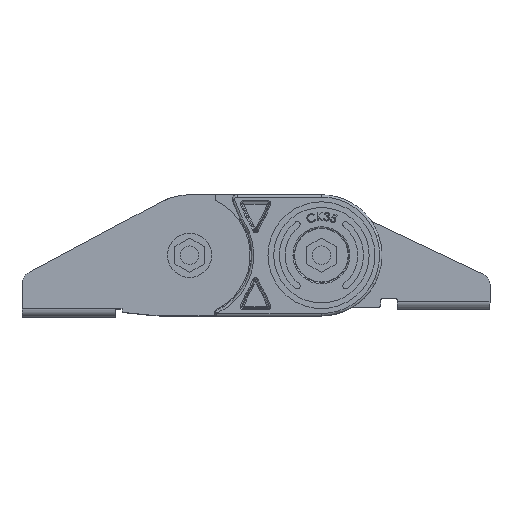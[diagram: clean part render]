
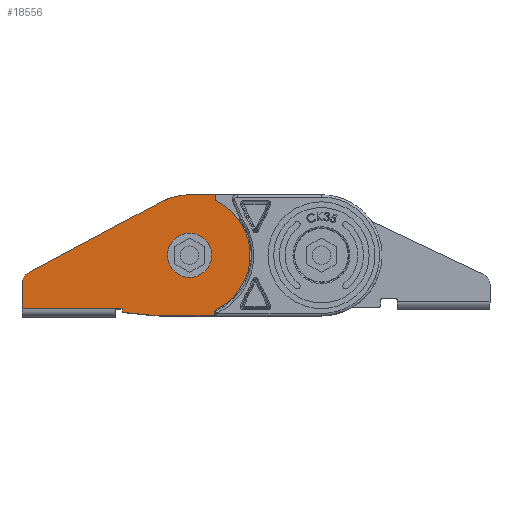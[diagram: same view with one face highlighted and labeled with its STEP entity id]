
A CAD part, top view. The second image highlights one B-rep face of the part: STEP entity #18556.
In plain terms, the highlighted planar face has unit normal (0, 0, 1).
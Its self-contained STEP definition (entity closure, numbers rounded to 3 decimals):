
#201 = FACE_OUTER_BOUND ( 'NONE', #46573, .T. ) ;
#278 = ORIENTED_EDGE ( 'NONE', *, *, #32224, .F. ) ;
#310 = LINE ( 'NONE', #18653, #33975 ) ;
#1427 = VECTOR ( 'NONE', #46071, 1000. ) ;
#1534 = VERTEX_POINT ( 'NONE', #27603 ) ;
#2401 = VECTOR ( 'NONE', #47644, 1000. ) ;
#3546 = ORIENTED_EDGE ( 'NONE', *, *, #23110, .T. ) ;
#3837 = VERTEX_POINT ( 'NONE', #51873 ) ;
#4273 = ORIENTED_EDGE ( 'NONE', *, *, #42577, .T. ) ;
#5324 = VECTOR ( 'NONE', #42281, 1000. ) ;
#5390 = AXIS2_PLACEMENT_3D ( 'NONE', #27072, #23533, #11256 ) ;
#5811 = CARTESIAN_POINT ( 'NONE',  ( -51.258, 121.899, -24.066 ) ) ;
#6175 = VERTEX_POINT ( 'NONE', #29416 ) ;
#6406 = EDGE_CURVE ( 'NONE', #37227, #31981, #13381, .T. ) ;
#6413 = ORIENTED_EDGE ( 'NONE', *, *, #17102, .T. ) ;
#6427 = DIRECTION ( 'NONE',  ( 0., 1., 0. ) ) ;
#7099 = VECTOR ( 'NONE', #19098, 1000. ) ;
#7216 = DIRECTION ( 'NONE',  ( 0., 0., 1. ) ) ;
#7959 = VECTOR ( 'NONE', #26866, 1000. ) ;
#8027 = AXIS2_PLACEMENT_3D ( 'NONE', #43166, #15070, #6427 ) ;
#8355 = VECTOR ( 'NONE', #22052, 1000. ) ;
#8411 = CARTESIAN_POINT ( 'NONE',  ( -128.258, 83.36, -24.066 ) ) ;
#8915 = AXIS2_PLACEMENT_3D ( 'NONE', #43769, #7216, #39697 ) ;
#9062 = VECTOR ( 'NONE', #29373, 1000. ) ;
#9395 = AXIS2_PLACEMENT_3D ( 'NONE', #50134, #25860, #29914 ) ;
#9872 = VERTEX_POINT ( 'NONE', #16540 ) ;
#10406 = CARTESIAN_POINT ( 'NONE',  ( -51.258, 119.458, -24.066 ) ) ;
#10581 = CIRCLE ( 'NONE', #5390, 30. ) ;
#11054 = ORIENTED_EDGE ( 'NONE', *, *, #43773, .F. ) ;
#11130 = DIRECTION ( 'NONE',  ( -1., 0., 0. ) ) ;
#11256 = DIRECTION ( 'NONE',  ( 0., 1., 0. ) ) ;
#11325 = VERTEX_POINT ( 'NONE', #41941 ) ;
#11609 = FACE_BOUND ( 'NONE', #43155, .T. ) ;
#13381 = CIRCLE ( 'NONE', #8915, 26. ) ;
#14016 = ORIENTED_EDGE ( 'NONE', *, *, #20935, .T. ) ;
#14177 = CARTESIAN_POINT ( 'NONE',  ( -94.258, 72.899, -24.066 ) ) ;
#14855 = CIRCLE ( 'NONE', #25799, 6. ) ;
#15070 = DIRECTION ( 'NONE',  ( 0., 0., 1. ) ) ;
#15684 = CARTESIAN_POINT ( 'NONE',  ( -94.258, 72.899, -24.066 ) ) ;
#15914 = ORIENTED_EDGE ( 'NONE', *, *, #43164, .F. ) ;
#16282 = VECTOR ( 'NONE', #35158, 1000. ) ;
#16540 = CARTESIAN_POINT ( 'NONE',  ( -78.297, 70.059, -24.066 ) ) ;
#16795 = LINE ( 'NONE', #51003, #7959 ) ;
#17102 = EDGE_CURVE ( 'NONE', #23560, #39091, #44134, .T. ) ;
#18495 = CARTESIAN_POINT ( 'NONE',  ( -91.258, 72.899, -24.066 ) ) ;
#18556 = ADVANCED_FACE ( 'NONE', ( #201, #11609 ), #18738, .T. ) ;
#18653 = CARTESIAN_POINT ( 'NONE',  ( -75.21, 69.899, -24.066 ) ) ;
#18738 = PLANE ( 'NONE',  #52507 ) ;
#18864 = EDGE_CURVE ( 'NONE', #6175, #30691, #37061, .T. ) ;
#19098 = DIRECTION ( 'NONE',  ( 1., 0., 0. ) ) ;
#19103 = VECTOR ( 'NONE', #11130, 1000. ) ;
#20935 = EDGE_CURVE ( 'NONE', #28794, #33944, #24809, .T. ) ;
#21378 = DIRECTION ( 'NONE',  ( 0., 0., 1. ) ) ;
#21747 = CARTESIAN_POINT ( 'NONE',  ( -78.297, 70.059, -24.066 ) ) ;
#22028 = DIRECTION ( 'NONE',  ( 1., 0., 0. ) ) ;
#22052 = DIRECTION ( 'NONE',  ( 0., -1., 0. ) ) ;
#22952 = LINE ( 'NONE', #21747, #1427 ) ;
#23075 = CARTESIAN_POINT ( 'NONE',  ( -62.258, 72.839, -24.066 ) ) ;
#23110 = EDGE_CURVE ( 'NONE', #45123, #6175, #14855, .T. ) ;
#23533 = DIRECTION ( 'NONE',  ( 0., 0., 1. ) ) ;
#23560 = VERTEX_POINT ( 'NONE', #36633 ) ;
#23912 = CARTESIAN_POINT ( 'NONE',  ( -74.495, 118.839, -24.066 ) ) ;
#24254 = LINE ( 'NONE', #15684, #7099 ) ;
#24794 = VERTEX_POINT ( 'NONE', #5811 ) ;
#24809 = LINE ( 'NONE', #18495, #8355 ) ;
#25799 = AXIS2_PLACEMENT_3D ( 'NONE', #8411, #32913, #28634 ) ;
#25800 = CARTESIAN_POINT ( 'NONE',  ( -94.258, 72.839, -24.066 ) ) ;
#25860 = DIRECTION ( 'NONE',  ( 0., 0., 1. ) ) ;
#25929 = CARTESIAN_POINT ( 'NONE',  ( -62.258, 121.899, -24.066 ) ) ;
#26132 = EDGE_CURVE ( 'NONE', #24794, #37227, #51476, .T. ) ;
#26866 = DIRECTION ( 'NONE',  ( 0., 1., 0. ) ) ;
#27072 = CARTESIAN_POINT ( 'NONE',  ( -75.21, 99.899, -24.066 ) ) ;
#27603 = CARTESIAN_POINT ( 'NONE',  ( -62.258, 87.899, -24.066 ) ) ;
#27809 = DIRECTION ( 'NONE',  ( 0., 1., 0. ) ) ;
#28125 = VERTEX_POINT ( 'NONE', #52334 ) ;
#28634 = DIRECTION ( 'NONE',  ( 1., 0., 0. ) ) ;
#28794 = VERTEX_POINT ( 'NONE', #36311 ) ;
#29373 = DIRECTION ( 'NONE',  ( 0., -1., 0. ) ) ;
#29416 = CARTESIAN_POINT ( 'NONE',  ( -134.258, 83.36, -24.066 ) ) ;
#29442 = LINE ( 'NONE', #14177, #5324 ) ;
#29914 = DIRECTION ( 'NONE',  ( 0., 1., 0. ) ) ;
#30556 = ORIENTED_EDGE ( 'NONE', *, *, #47029, .T. ) ;
#30691 = VERTEX_POINT ( 'NONE', #40256 ) ;
#30874 = ORIENTED_EDGE ( 'NONE', *, *, #48573, .T. ) ;
#30927 = ORIENTED_EDGE ( 'NONE', *, *, #26132, .T. ) ;
#30974 = ORIENTED_EDGE ( 'NONE', *, *, #6406, .T. ) ;
#31981 = VERTEX_POINT ( 'NONE', #23912 ) ;
#32094 = LINE ( 'NONE', #48201, #46091 ) ;
#32224 = EDGE_CURVE ( 'NONE', #1534, #43662, #44556, .T. ) ;
#32238 = EDGE_CURVE ( 'NONE', #33944, #9872, #22952, .T. ) ;
#32913 = DIRECTION ( 'NONE',  ( 0., 0., 1. ) ) ;
#33303 = CARTESIAN_POINT ( 'NONE',  ( -134.258, 52.399, -24.066 ) ) ;
#33944 = VERTEX_POINT ( 'NONE', #34951 ) ;
#33975 = VECTOR ( 'NONE', #22028, 1000. ) ;
#34022 = ORIENTED_EDGE ( 'NONE', *, *, #35879, .T. ) ;
#34737 = LINE ( 'NONE', #23075, #16282 ) ;
#34951 = CARTESIAN_POINT ( 'NONE',  ( -91.258, 71.399, -24.066 ) ) ;
#35158 = DIRECTION ( 'NONE',  ( -1., 0., 0. ) ) ;
#35250 = CARTESIAN_POINT ( 'NONE',  ( -62.258, 95.899, -24.066 ) ) ;
#35879 = EDGE_CURVE ( 'NONE', #9872, #3837, #10581, .T. ) ;
#36311 = CARTESIAN_POINT ( 'NONE',  ( -91.258, 72.899, -24.066 ) ) ;
#36633 = CARTESIAN_POINT ( 'NONE',  ( -51.258, 72.341, -24.066 ) ) ;
#37061 = LINE ( 'NONE', #33303, #9062 ) ;
#37227 = VERTEX_POINT ( 'NONE', #48848 ) ;
#37547 = EDGE_CURVE ( 'NONE', #3837, #11325, #310, .T. ) ;
#37921 = ORIENTED_EDGE ( 'NONE', *, *, #37547, .T. ) ;
#37967 = CIRCLE ( 'NONE', #8027, 8. ) ;
#39091 = VERTEX_POINT ( 'NONE', #10406 ) ;
#39359 = DIRECTION ( 'NONE',  ( 0., 0., 1. ) ) ;
#39697 = DIRECTION ( 'NONE',  ( 0., 1., 0. ) ) ;
#40256 = CARTESIAN_POINT ( 'NONE',  ( -134.258, 72.839, -24.066 ) ) ;
#41061 = ORIENTED_EDGE ( 'NONE', *, *, #45848, .T. ) ;
#41213 = ORIENTED_EDGE ( 'NONE', *, *, #32238, .T. ) ;
#41941 = CARTESIAN_POINT ( 'NONE',  ( -51.258, 69.899, -24.066 ) ) ;
#42122 = CARTESIAN_POINT ( 'NONE',  ( -62.258, 103.899, -24.066 ) ) ;
#42281 = DIRECTION ( 'NONE',  ( 0., 1., 0. ) ) ;
#42286 = AXIS2_PLACEMENT_3D ( 'NONE', #49596, #21378, #49769 ) ;
#42577 = EDGE_CURVE ( 'NONE', #31981, #45123, #48113, .T. ) ;
#43155 = EDGE_LOOP ( 'NONE', ( #278, #15914 ) ) ;
#43164 = EDGE_CURVE ( 'NONE', #43662, #1534, #37967, .T. ) ;
#43166 = CARTESIAN_POINT ( 'NONE',  ( -62.258, 95.899, -24.066 ) ) ;
#43520 = VERTEX_POINT ( 'NONE', #25800 ) ;
#43662 = VERTEX_POINT ( 'NONE', #42122 ) ;
#43769 = CARTESIAN_POINT ( 'NONE',  ( -62.258, 95.899, -24.066 ) ) ;
#43773 = EDGE_CURVE ( 'NONE', #43520, #30691, #34737, .T. ) ;
#44134 = CIRCLE ( 'NONE', #42286, 26. ) ;
#44426 = EDGE_CURVE ( 'NONE', #39091, #24794, #32094, .T. ) ;
#44556 = CIRCLE ( 'NONE', #9395, 8. ) ;
#45123 = VERTEX_POINT ( 'NONE', #47441 ) ;
#45848 = EDGE_CURVE ( 'NONE', #11325, #23560, #16795, .T. ) ;
#46071 = DIRECTION ( 'NONE',  ( 0.995, -0.103, 0. ) ) ;
#46091 = VECTOR ( 'NONE', #27809, 1000. ) ;
#46573 = EDGE_LOOP ( 'NONE', ( #4273, #3546, #46918, #11054, #30556, #30874, #14016, #41213, #34022, #37921, #41061, #6413, #52073, #30927, #30974 ) ) ;
#46918 = ORIENTED_EDGE ( 'NONE', *, *, #18864, .T. ) ;
#47029 = EDGE_CURVE ( 'NONE', #43520, #28125, #29442, .T. ) ;
#47441 = CARTESIAN_POINT ( 'NONE',  ( -131.082, 88.654, -24.066 ) ) ;
#47644 = DIRECTION ( 'NONE',  ( -0.882, -0.471, 0. ) ) ;
#47660 = DIRECTION ( 'NONE',  ( 0., 1., 0. ) ) ;
#47989 = CARTESIAN_POINT ( 'NONE',  ( -134.258, 86.959, -24.066 ) ) ;
#48113 = LINE ( 'NONE', #47989, #2401 ) ;
#48201 = CARTESIAN_POINT ( 'NONE',  ( -51.258, 121.899, -24.066 ) ) ;
#48573 = EDGE_CURVE ( 'NONE', #28125, #28794, #24254, .T. ) ;
#48848 = CARTESIAN_POINT ( 'NONE',  ( -62.258, 121.899, -24.066 ) ) ;
#49596 = CARTESIAN_POINT ( 'NONE',  ( -62.258, 95.899, -24.066 ) ) ;
#49769 = DIRECTION ( 'NONE',  ( 0., 1., 0. ) ) ;
#50134 = CARTESIAN_POINT ( 'NONE',  ( -62.258, 95.899, -24.066 ) ) ;
#51003 = CARTESIAN_POINT ( 'NONE',  ( -51.258, 72.341, -24.066 ) ) ;
#51476 = LINE ( 'NONE', #25929, #19103 ) ;
#51873 = CARTESIAN_POINT ( 'NONE',  ( -75.21, 69.899, -24.066 ) ) ;
#52073 = ORIENTED_EDGE ( 'NONE', *, *, #44426, .T. ) ;
#52334 = CARTESIAN_POINT ( 'NONE',  ( -94.258, 72.899, -24.066 ) ) ;
#52507 = AXIS2_PLACEMENT_3D ( 'NONE', #35250, #39359, #47660 ) ;
